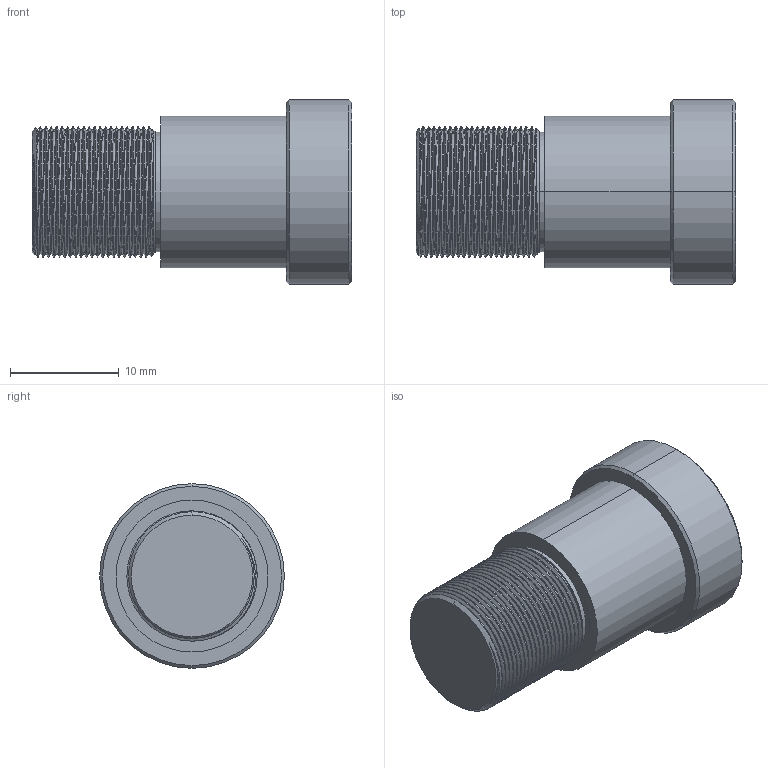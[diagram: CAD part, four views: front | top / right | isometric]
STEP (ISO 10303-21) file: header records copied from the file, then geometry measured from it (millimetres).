
FILE_DESCRIPTION(('Open CASCADE Model'),'2;1');
FILE_NAME('Open CASCADE Shape Model','2026-02-19T21:58:06',('Author'),( 'Open CASCADE'),'Open CASCADE STEP processor 7.7','Open CASCADE 7.7' ,'Unknown');
FILE_SCHEMA(('AUTOMOTIVE_DESIGN { 1 0 10303 214 1 1 1 1 }'));
Length unit declared in the file: millimetre
Products named in the file (2): L018-5-M12
Assembly tree (1 placements, depth 2):
  L018-5-M12
    L018-5-M12
Bounding box: 29.4 x 17 x 17 mm (x, y, z)
Volume: 4304.1 mm3; surface area: 1985.5 mm2
Topology: 1 solids, 1 shells, 71 faces, 191 edges, 126 vertices
Faces by surface type: cylinder 49, cone 10, plane 6, bspline 5, sphere 1
Entity records: 11226 total; most frequent: CARTESIAN_POINT 7832, DIRECTION 515, ORIENTED_EDGE 380, PCURVE 380, DEFINITIONAL_REPRESENTATION 380, LINE 309, VECTOR 309, EDGE_CURVE 190
